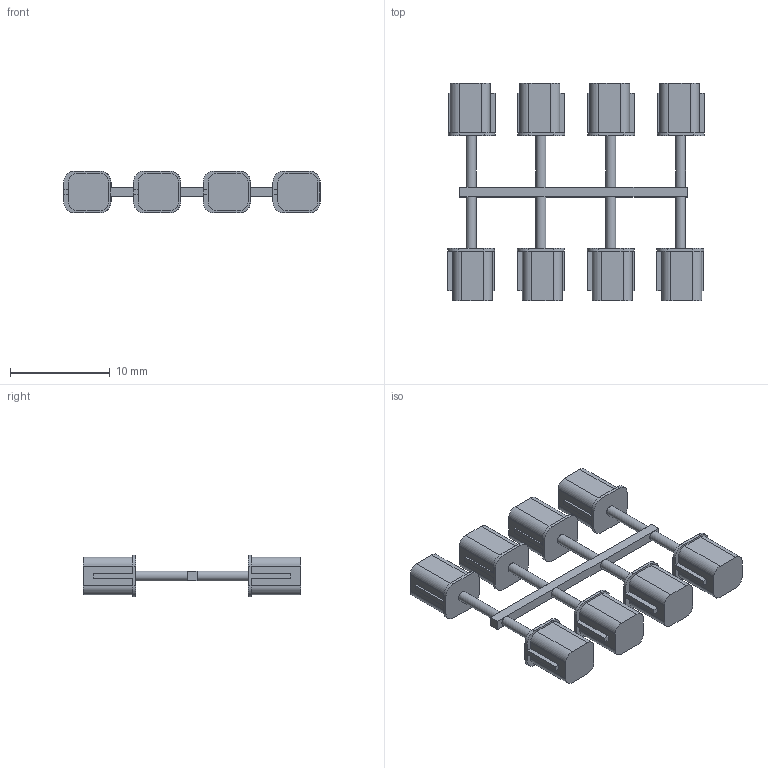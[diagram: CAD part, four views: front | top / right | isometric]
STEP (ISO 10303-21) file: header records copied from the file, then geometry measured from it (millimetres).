
FILE_DESCRIPTION(/* description */ (''),/* implementation_level */ '2;1');
FILE_NAME(/* name */ 'res_button_x8.step',/* time_stamp */ '2023-11-07T17:27:51+10:00',/* author */ (''),/* organization */ (''),/* preprocessor_version */ 'ST-DEVELOPER v20',/* originating_system */ 'Autodesk Translation Framework v12.14.0.127',/* authorisation */ '');
FILE_SCHEMA (('AUTOMOTIVE_DESIGN { 1 0 10303 214 3 1 1 }'));
Length unit declared in the file: millimetre
Products named in the file (1): (Unsaved)
Bounding box: 25.75 x 21.85 x 4.2 mm (x, y, z)
Volume: 691.4 mm3; surface area: 1154.2 mm2
Topology: 1 solids, 1 shells, 230 faces, 669 edges, 449 vertices
Faces by surface type: plane 158, cylinder 72
Full cylindrical faces by diameter (mm): 1 x8
Entity records: 7661 total; most frequent: CARTESIAN_POINT 1349, ORIENTED_EDGE 1338, DIRECTION 1307, EDGE_CURVE 669, LINE 493, VECTOR 493, VERTEX_POINT 449, AXIS2_PLACEMENT_3D 407
